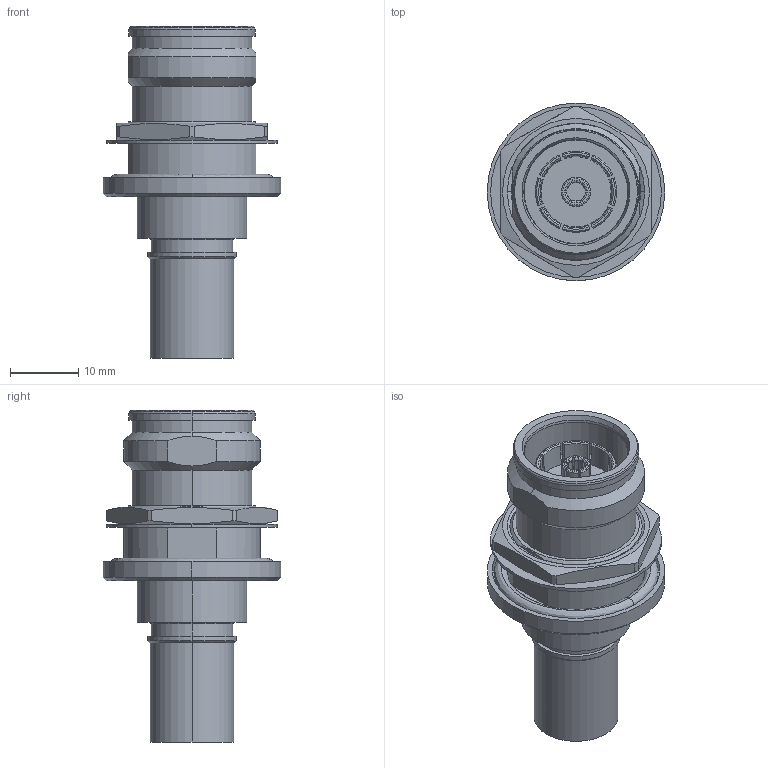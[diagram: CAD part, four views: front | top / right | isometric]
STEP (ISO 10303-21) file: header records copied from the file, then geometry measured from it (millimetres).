
FILE_DESCRIPTION (( 'STEP AP214' ), '1' );
FILE_NAME ('J01441A0045.STEP', '2019-12-10T09:23:31', ( '' ), ( '' ), 'SwSTEP 2.0', 'SolidWorks 2018', '' );
FILE_SCHEMA (( 'AUTOMOTIVE_DESIGN' ));
Length unit declared in the file: millimetre
Products named in the file (1): J01441A0045
Bounding box: 26 x 26 x 48.6 mm (x, y, z)
Volume: 9340.5 mm3; surface area: 6120.7 mm2
Topology: 2 solids, 2 shells, 267 faces, 663 edges, 424 vertices
Faces by surface type: cylinder 73, plane 72, cone 68, torus 50, bspline 4
Entity records: 11358 total; most frequent: CARTESIAN_POINT 2245, ORIENTED_EDGE 1326, DIRECTION 1271, EDGE_CURVE 663, AXIS2_PLACEMENT_3D 536, VERTEX_POINT 424, EDGE_LOOP 297, CIRCLE 272
